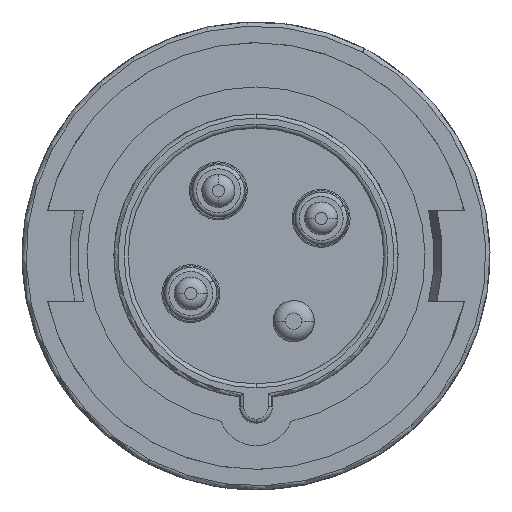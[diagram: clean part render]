
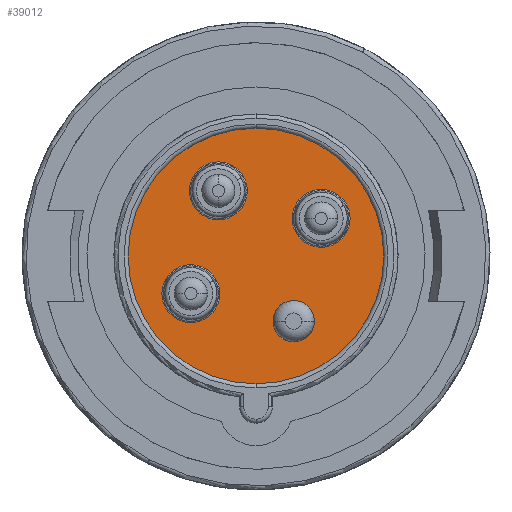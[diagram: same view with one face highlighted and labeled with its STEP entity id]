
A CAD part, front view. The second image highlights one B-rep face of the part: STEP entity #39012.
In plain terms, the highlighted planar face has unit normal (0, -1, 0).
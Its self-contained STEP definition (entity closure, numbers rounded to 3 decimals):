
#849 = CIRCLE ( 'NONE', #43057, 7.026 ) ;
#962 = CIRCLE ( 'NONE', #28098, 5. ) ;
#986 = CARTESIAN_POINT ( 'NONE',  ( 15.805, -10., 9.125 ) ) ;
#1221 = DIRECTION ( 'NONE',  ( 0.5, 0., -0.866 ) ) ;
#2142 = AXIS2_PLACEMENT_3D ( 'NONE', #16630, #13776, #10022 ) ;
#2246 = FACE_BOUND ( 'NONE', #10066, .T. ) ;
#2302 = CARTESIAN_POINT ( 'NONE',  ( 0., -10., 0. ) ) ;
#3247 = DIRECTION ( 'NONE',  ( 0.616, 0., -0.788 ) ) ;
#4166 = CARTESIAN_POINT ( 'NONE',  ( 31., -10., 0. ) ) ;
#4619 = DIRECTION ( 'NONE',  ( 0., -1., 0. ) ) ;
#4655 = CIRCLE ( 'NONE', #31022, 7.026 ) ;
#4793 = CARTESIAN_POINT ( 'NONE',  ( 6.047, -10., -11.865 ) ) ;
#5524 = CIRCLE ( 'NONE', #41696, 7.026 ) ;
#5550 = AXIS2_PLACEMENT_3D ( 'NONE', #19691, #29826, #8374 ) ;
#5802 = FACE_OUTER_BOUND ( 'NONE', #12223, .T. ) ;
#5973 = DIRECTION ( 'NONE',  ( 0.5, 0., -0.866 ) ) ;
#6568 = CARTESIAN_POINT ( 'NONE',  ( -21.89, -10., -12.638 ) ) ;
#7120 = EDGE_CURVE ( 'NONE', #43037, #27082, #962, .T. ) ;
#7626 = CARTESIAN_POINT ( 'NONE',  ( -15.21, -10., 12.292 ) ) ;
#7630 = EDGE_CURVE ( 'NONE', #35867, #27077, #19112, .T. ) ;
#7651 = EDGE_CURVE ( 'NONE', #27082, #43037, #46214, .T. ) ;
#7721 = CARTESIAN_POINT ( 'NONE',  ( -15.805, -10., -9.125 ) ) ;
#8374 = DIRECTION ( 'NONE',  ( -1., 0., 0. ) ) ;
#8772 = AXIS2_PLACEMENT_3D ( 'NONE', #29516, #33768, #1221 ) ;
#8854 = VERTEX_POINT ( 'NONE', #11001 ) ;
#9299 = DIRECTION ( 'NONE',  ( 0., -1., 0. ) ) ;
#9351 = FACE_BOUND ( 'NONE', #40352, .T. ) ;
#9575 = ORIENTED_EDGE ( 'NONE', *, *, #24930, .F. ) ;
#9810 = PLANE ( 'NONE',  #46101 ) ;
#9855 = ORIENTED_EDGE ( 'NONE', *, *, #30922, .F. ) ;
#10022 = DIRECTION ( 'NONE',  ( -0.866, 0., -0.5 ) ) ;
#10066 = EDGE_LOOP ( 'NONE', ( #9575, #14995 ) ) ;
#10524 = AXIS2_PLACEMENT_3D ( 'NONE', #986, #30666, #16768 ) ;
#10663 = CIRCLE ( 'NONE', #24956, 31. ) ;
#10890 = ORIENTED_EDGE ( 'NONE', *, *, #7651, .F. ) ;
#11001 = CARTESIAN_POINT ( 'NONE',  ( -9.72, -10., -5.612 ) ) ;
#11050 = CARTESIAN_POINT ( 'NONE',  ( 9.72, -10., 5.612 ) ) ;
#12037 = CIRCLE ( 'NONE', #10524, 7.026 ) ;
#12223 = EDGE_LOOP ( 'NONE', ( #23664, #29691 ) ) ;
#12225 = DIRECTION ( 'NONE',  ( 0., 1., 0. ) ) ;
#12242 = EDGE_CURVE ( 'NONE', #27018, #23710, #15555, .T. ) ;
#12827 = CARTESIAN_POINT ( 'NONE',  ( -9.125, -10., 15.805 ) ) ;
#13396 = EDGE_CURVE ( 'NONE', #23710, #27018, #849, .T. ) ;
#13776 = DIRECTION ( 'NONE',  ( 0., -1., 0. ) ) ;
#14995 = ORIENTED_EDGE ( 'NONE', *, *, #22943, .F. ) ;
#15035 = VERTEX_POINT ( 'NONE', #6568 ) ;
#15555 = CIRCLE ( 'NONE', #8772, 7.026 ) ;
#16487 = CIRCLE ( 'NONE', #2142, 7.026 ) ;
#16630 = CARTESIAN_POINT ( 'NONE',  ( 15.805, -10., 9.125 ) ) ;
#16768 = DIRECTION ( 'NONE',  ( -0.866, 0., -0.5 ) ) ;
#17743 = VERTEX_POINT ( 'NONE', #25370 ) ;
#18762 = DIRECTION ( 'NONE',  ( 0.616, 0., -0.788 ) ) ;
#19112 = CIRCLE ( 'NONE', #5550, 31. ) ;
#19691 = CARTESIAN_POINT ( 'NONE',  ( 0., -10., 0. ) ) ;
#19797 = EDGE_CURVE ( 'NONE', #15035, #8854, #4655, .T. ) ;
#19985 = EDGE_LOOP ( 'NONE', ( #35517, #32537 ) ) ;
#20199 = FACE_BOUND ( 'NONE', #19985, .T. ) ;
#21427 = DIRECTION ( 'NONE',  ( 0., -1., 0. ) ) ;
#22173 = DIRECTION ( 'NONE',  ( 0.866, 0., 0.5 ) ) ;
#22253 = CARTESIAN_POINT ( 'NONE',  ( -3.04, -10., 19.318 ) ) ;
#22943 = EDGE_CURVE ( 'NONE', #17743, #30118, #12037, .T. ) ;
#23229 = DIRECTION ( 'NONE',  ( 0., -1., 0. ) ) ;
#23664 = ORIENTED_EDGE ( 'NONE', *, *, #37401, .F. ) ;
#23665 = CARTESIAN_POINT ( 'NONE',  ( 12.203, -10., -19.745 ) ) ;
#23710 = VERTEX_POINT ( 'NONE', #7626 ) ;
#24930 = EDGE_CURVE ( 'NONE', #30118, #17743, #16487, .T. ) ;
#24956 = AXIS2_PLACEMENT_3D ( 'NONE', #2302, #12225, #44776 ) ;
#25370 = CARTESIAN_POINT ( 'NONE',  ( 21.89, -10., 12.638 ) ) ;
#25693 = DIRECTION ( 'NONE',  ( 0., -1., 0. ) ) ;
#25861 = AXIS2_PLACEMENT_3D ( 'NONE', #26535, #23229, #18762 ) ;
#26535 = CARTESIAN_POINT ( 'NONE',  ( 9.125, -10., -15.805 ) ) ;
#27018 = VERTEX_POINT ( 'NONE', #22253 ) ;
#27077 = VERTEX_POINT ( 'NONE', #30727 ) ;
#27082 = VERTEX_POINT ( 'NONE', #23665 ) ;
#28098 = AXIS2_PLACEMENT_3D ( 'NONE', #43349, #21427, #3247 ) ;
#29161 = DIRECTION ( 'NONE',  ( 0.866, 0., 0.5 ) ) ;
#29516 = CARTESIAN_POINT ( 'NONE',  ( -9.125, -10., 15.805 ) ) ;
#29691 = ORIENTED_EDGE ( 'NONE', *, *, #7630, .F. ) ;
#29826 = DIRECTION ( 'NONE',  ( 0., 1., 0. ) ) ;
#29936 = ORIENTED_EDGE ( 'NONE', *, *, #19797, .F. ) ;
#30118 = VERTEX_POINT ( 'NONE', #11050 ) ;
#30666 = DIRECTION ( 'NONE',  ( 0., -1., 0. ) ) ;
#30727 = CARTESIAN_POINT ( 'NONE',  ( -31., -10., 0. ) ) ;
#30922 = EDGE_CURVE ( 'NONE', #8854, #15035, #5524, .T. ) ;
#31022 = AXIS2_PLACEMENT_3D ( 'NONE', #7721, #4619, #29161 ) ;
#31701 = DIRECTION ( 'NONE',  ( -1., 0., 0. ) ) ;
#32537 = ORIENTED_EDGE ( 'NONE', *, *, #12242, .F. ) ;
#33768 = DIRECTION ( 'NONE',  ( 0., -1., 0. ) ) ;
#34339 = ORIENTED_EDGE ( 'NONE', *, *, #7120, .F. ) ;
#34559 = FACE_BOUND ( 'NONE', #38529, .T. ) ;
#35517 = ORIENTED_EDGE ( 'NONE', *, *, #13396, .F. ) ;
#35867 = VERTEX_POINT ( 'NONE', #4166 ) ;
#36992 = CARTESIAN_POINT ( 'NONE',  ( -15.805, -10., -9.125 ) ) ;
#37401 = EDGE_CURVE ( 'NONE', #27077, #35867, #10663, .T. ) ;
#38529 = EDGE_LOOP ( 'NONE', ( #29936, #9855 ) ) ;
#39012 = ADVANCED_FACE ( 'NONE', ( #5802, #9351, #20199, #34559, #2246 ), #9810, .T. ) ;
#40352 = EDGE_LOOP ( 'NONE', ( #10890, #34339 ) ) ;
#41696 = AXIS2_PLACEMENT_3D ( 'NONE', #36992, #25693, #22173 ) ;
#42106 = DIRECTION ( 'NONE',  ( 0., -1., 0. ) ) ;
#43037 = VERTEX_POINT ( 'NONE', #4793 ) ;
#43057 = AXIS2_PLACEMENT_3D ( 'NONE', #12827, #9299, #5973 ) ;
#43349 = CARTESIAN_POINT ( 'NONE',  ( 9.125, -10., -15.805 ) ) ;
#44776 = DIRECTION ( 'NONE',  ( -1., 0., 0. ) ) ;
#46101 = AXIS2_PLACEMENT_3D ( 'NONE', #46343, #42106, #31701 ) ;
#46214 = CIRCLE ( 'NONE', #25861, 5. ) ;
#46343 = CARTESIAN_POINT ( 'NONE',  ( -8.037, -10., -20.233 ) ) ;
